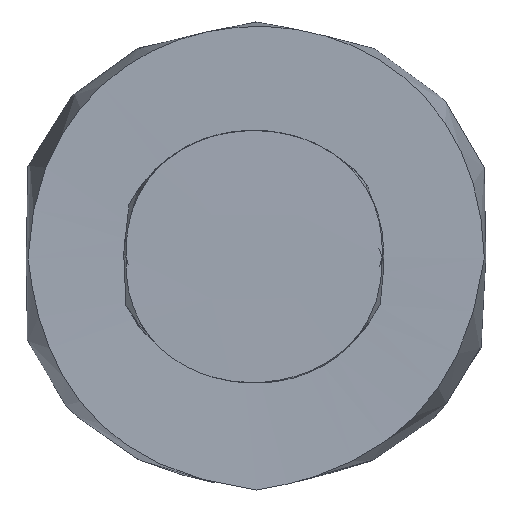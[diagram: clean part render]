
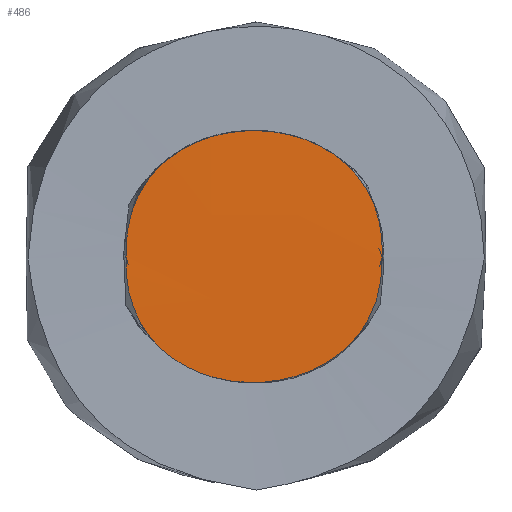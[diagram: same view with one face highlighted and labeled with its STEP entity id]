
A CAD part, front view. The second image highlights one B-rep face of the part: STEP entity #486.
In plain terms, the highlighted free-form (B-spline) face has degree [3, 3] with [4, 4] control points.
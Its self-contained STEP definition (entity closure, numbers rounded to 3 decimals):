
#304 = B_SPLINE_SURFACE_WITH_KNOTS('',3,3,(
    (#305,#306,#307,#308)
    ,(#309,#310,#311,#312)
    ,(#313,#314,#315,#316)
    ,(#317,#318,#319,#320
    )),.UNSPECIFIED.,.F.,.F.,.F.,(4,4),(4,4),(0.,1.),(0.,1.),
  .PIECEWISE_BEZIER_KNOTS.);
#305 = CARTESIAN_POINT('',(-0.17,0.61,
    0.016));
#306 = CARTESIAN_POINT('',(-0.156,0.063,
    0.015));
#307 = CARTESIAN_POINT('',(-0.173,-0.492,
    0.011));
#308 = CARTESIAN_POINT('',(-0.158,-1.048,
    0.016));
#309 = CARTESIAN_POINT('',(-0.161,0.621,
    -0.188));
#310 = CARTESIAN_POINT('',(-0.168,0.052,
    -0.203));
#311 = CARTESIAN_POINT('',(-0.153,-0.492,
    -0.18));
#312 = CARTESIAN_POINT('',(-0.157,-1.051,
    -0.193));
#313 = CARTESIAN_POINT('',(0.166,0.616,-0.194)
  );
#314 = CARTESIAN_POINT('',(0.165,0.076,
    -0.175));
#315 = CARTESIAN_POINT('',(0.16,-0.497,-0.187
    ));
#316 = CARTESIAN_POINT('',(0.166,-1.042,
    -0.191));
#317 = CARTESIAN_POINT('',(0.159,0.61,
    0.021));
#318 = CARTESIAN_POINT('',(0.166,0.051,
    0.011));
#319 = CARTESIAN_POINT('',(0.158,-0.493,
    0.021));
#320 = CARTESIAN_POINT('',(0.164,-1.05,
    0.024));
#347 = B_SPLINE_SURFACE_WITH_KNOTS('',3,3,(
    (#348,#349,#350,#351)
    ,(#352,#353,#354,#355)
    ,(#356,#357,#358,#359)
    ,(#360,#361,#362,#363
    )),.UNSPECIFIED.,.F.,.F.,.F.,(4,4),(4,4),(0.,1.),(0.,1.),
  .PIECEWISE_BEZIER_KNOTS.);
#348 = CARTESIAN_POINT('',(0.157,0.615,
    -0.014));
#349 = CARTESIAN_POINT('',(0.156,0.054,
    -0.013));
#350 = CARTESIAN_POINT('',(0.16,-0.492,
    -0.009));
#351 = CARTESIAN_POINT('',(0.151,-1.049,
    -0.021));
#352 = CARTESIAN_POINT('',(0.16,0.611,0.198)
  );
#353 = CARTESIAN_POINT('',(0.164,0.074,
    0.196));
#354 = CARTESIAN_POINT('',(0.139,-0.502,0.196
    ));
#355 = CARTESIAN_POINT('',(0.15,-1.044,0.192
    ));
#356 = CARTESIAN_POINT('',(-0.155,0.62,0.196
    ));
#357 = CARTESIAN_POINT('',(-0.166,0.053,
    0.195));
#358 = CARTESIAN_POINT('',(-0.155,-0.485,
    0.189));
#359 = CARTESIAN_POINT('',(-0.165,-1.051,
    0.191));
#360 = CARTESIAN_POINT('',(-0.153,0.612,
    -0.013));
#361 = CARTESIAN_POINT('',(-0.16,0.063,
    -0.014));
#362 = CARTESIAN_POINT('',(-0.161,-0.495,
    -0.01));
#363 = CARTESIAN_POINT('',(-0.162,-1.044,
    -0.026));
#376 = EDGE_CURVE('',#377,#379,#381,.T.);
#377 = VERTEX_POINT('',#378);
#378 = CARTESIAN_POINT('',(0.147,-1.,
    -0.001));
#379 = VERTEX_POINT('',#380);
#380 = CARTESIAN_POINT('',(-0.147,-1.,
    0.));
#381 = SURFACE_CURVE('',#382,(#387,#393),.PCURVE_S1.);
#382 = B_SPLINE_CURVE_WITH_KNOTS('',3,(#383,#384,#385,#386),
  .UNSPECIFIED.,.F.,.F.,(4,4),(0.,1.),.PIECEWISE_BEZIER_KNOTS.);
#383 = CARTESIAN_POINT('',(0.147,-1.,
    -0.001));
#384 = CARTESIAN_POINT('',(0.151,-1.,-0.193
    ));
#385 = CARTESIAN_POINT('',(-0.156,-1.001,
    -0.194));
#386 = CARTESIAN_POINT('',(-0.147,-1.,
    0.));
#387 = PCURVE('',#304,#388);
#388 = DEFINITIONAL_REPRESENTATION('',(#389),#392);
#389 = B_SPLINE_CURVE_WITH_KNOTS('',1,(#390,#391),.UNSPECIFIED.,.F.,.F.,
  (2,2),(0.,1.),.PIECEWISE_BEZIER_KNOTS.);
#390 = CARTESIAN_POINT('',(0.956,0.97));
#391 = CARTESIAN_POINT('',(0.027,0.971));
#392 = ( GEOMETRIC_REPRESENTATION_CONTEXT(2) 
PARAMETRIC_REPRESENTATION_CONTEXT() REPRESENTATION_CONTEXT('2D SPACE',''
  ) );
#393 = PCURVE('',#394,#411);
#394 = B_SPLINE_SURFACE_WITH_KNOTS('',3,3,(
    (#395,#396,#397,#398)
    ,(#399,#400,#401,#402)
    ,(#403,#404,#405,#406)
    ,(#407,#408,#409,#410
    )),.UNSPECIFIED.,.F.,.F.,.F.,(4,4),(4,4),(0.,1.),(0.,1.),
  .PIECEWISE_BEZIER_KNOTS.);
#395 = CARTESIAN_POINT('',(-0.154,-1.,
    -0.158));
#396 = CARTESIAN_POINT('',(-0.154,-1.001,
    -0.053));
#397 = CARTESIAN_POINT('',(-0.154,-1.,
    0.052));
#398 = CARTESIAN_POINT('',(-0.154,-1.,
    0.157));
#399 = CARTESIAN_POINT('',(-0.05,-1.,
    -0.157));
#400 = CARTESIAN_POINT('',(-0.049,-1.002,
    -0.051));
#401 = CARTESIAN_POINT('',(-0.048,-0.999,
    0.051));
#402 = CARTESIAN_POINT('',(-0.05,-1.001,
    0.157));
#403 = CARTESIAN_POINT('',(0.057,-1.001,
    -0.155));
#404 = CARTESIAN_POINT('',(0.057,-1.,
    -0.054));
#405 = CARTESIAN_POINT('',(0.056,-1.001,
    0.053));
#406 = CARTESIAN_POINT('',(0.057,-1.,
    0.156));
#407 = CARTESIAN_POINT('',(0.162,-1.,
    -0.157));
#408 = CARTESIAN_POINT('',(0.161,-0.999,
    -0.052));
#409 = CARTESIAN_POINT('',(0.162,-0.999,
    0.053));
#410 = CARTESIAN_POINT('',(0.161,-0.999,0.157
    ));
#411 = DEFINITIONAL_REPRESENTATION('',(#412),#438);
#412 = B_SPLINE_CURVE_WITH_KNOTS('',3,(#413,#414,#415,#416,#417,#418,
    #419,#420,#421,#422,#423,#424,#425,#426,#427,#428,#429,#430,#431,
    #432,#433,#434,#435,#436,#437),.UNSPECIFIED.,.F.,.F.,(4,1,1,1,1,1,1,
    1,1,1,1,1,1,1,1,1,1,1,1,1,1,1,4),(0.,0.045,
    0.091,0.136,0.182,0.227,
    0.273,0.318,0.364,0.409,
    0.455,0.5,0.545,0.591,0.636,
    0.682,0.727,0.773,0.818,
    0.864,0.909,0.955,1.),
  .QUASI_UNIFORM_KNOTS.);
#413 = CARTESIAN_POINT('',(0.955,0.496));
#414 = CARTESIAN_POINT('',(0.956,0.468));
#415 = CARTESIAN_POINT('',(0.953,0.415));
#416 = CARTESIAN_POINT('',(0.937,0.343));
#417 = CARTESIAN_POINT('',(0.912,0.279));
#418 = CARTESIAN_POINT('',(0.877,0.222));
#419 = CARTESIAN_POINT('',(0.835,0.173));
#420 = CARTESIAN_POINT('',(0.786,0.131));
#421 = CARTESIAN_POINT('',(0.732,0.096));
#422 = CARTESIAN_POINT('',(0.674,0.07));
#423 = CARTESIAN_POINT('',(0.612,0.05));
#424 = CARTESIAN_POINT('',(0.548,0.039));
#425 = CARTESIAN_POINT('',(0.483,0.036));
#426 = CARTESIAN_POINT('',(0.419,0.04));
#427 = CARTESIAN_POINT('',(0.355,0.051));
#428 = CARTESIAN_POINT('',(0.293,0.071));
#429 = CARTESIAN_POINT('',(0.235,0.098));
#430 = CARTESIAN_POINT('',(0.182,0.132));
#431 = CARTESIAN_POINT('',(0.134,0.175));
#432 = CARTESIAN_POINT('',(0.093,0.225));
#433 = CARTESIAN_POINT('',(0.06,0.282));
#434 = CARTESIAN_POINT('',(0.035,0.347));
#435 = CARTESIAN_POINT('',(0.021,0.42));
#436 = CARTESIAN_POINT('',(0.02,0.473));
#437 = CARTESIAN_POINT('',(0.021,0.501));
#438 = ( GEOMETRIC_REPRESENTATION_CONTEXT(2) 
PARAMETRIC_REPRESENTATION_CONTEXT() REPRESENTATION_CONTEXT('2D SPACE',''
  ) );
#486 = ADVANCED_FACE('',(#487),#394,.T.);
#487 = FACE_BOUND('',#488,.F.);
#488 = EDGE_LOOP('',(#489,#490));
#489 = ORIENTED_EDGE('',*,*,#376,.T.);
#490 = ORIENTED_EDGE('',*,*,#491,.T.);
#491 = EDGE_CURVE('',#379,#377,#492,.T.);
#492 = SURFACE_CURVE('',#493,(#498,#507),.PCURVE_S1.);
#493 = B_SPLINE_CURVE_WITH_KNOTS('',3,(#494,#495,#496,#497),
  .UNSPECIFIED.,.F.,.F.,(4,4),(0.,1.),.PIECEWISE_BEZIER_KNOTS.);
#494 = CARTESIAN_POINT('',(-0.147,-1.,
    0.));
#495 = CARTESIAN_POINT('',(-0.154,-1.,
    0.194));
#496 = CARTESIAN_POINT('',(0.155,-0.999,0.192
    ));
#497 = CARTESIAN_POINT('',(0.147,-1.,
    -0.001));
#498 = PCURVE('',#394,#499);
#499 = DEFINITIONAL_REPRESENTATION('',(#500),#506);
#500 = B_SPLINE_CURVE_WITH_KNOTS('',4,(#501,#502,#503,#504,#505),
  .UNSPECIFIED.,.F.,.F.,(5,5),(0.,1.),.PIECEWISE_BEZIER_KNOTS.);
#501 = CARTESIAN_POINT('',(0.021,0.501));
#502 = CARTESIAN_POINT('',(0.005,0.963));
#503 = CARTESIAN_POINT('',(0.492,1.118));
#504 = CARTESIAN_POINT('',(0.973,0.957));
#505 = CARTESIAN_POINT('',(0.955,0.496));
#506 = ( GEOMETRIC_REPRESENTATION_CONTEXT(2) 
PARAMETRIC_REPRESENTATION_CONTEXT() REPRESENTATION_CONTEXT('2D SPACE',''
  ) );
#507 = PCURVE('',#347,#508);
#508 = DEFINITIONAL_REPRESENTATION('',(#509),#515);
#509 = B_SPLINE_CURVE_WITH_KNOTS('',4,(#510,#511,#512,#513,#514),
  .UNSPECIFIED.,.F.,.F.,(5,5),(0.,1.),.PIECEWISE_BEZIER_KNOTS.);
#510 = CARTESIAN_POINT('',(0.958,0.973));
#511 = CARTESIAN_POINT('',(0.715,0.972));
#512 = CARTESIAN_POINT('',(0.463,0.972));
#513 = CARTESIAN_POINT('',(0.273,0.971));
#514 = CARTESIAN_POINT('',(0.032,0.971));
#515 = ( GEOMETRIC_REPRESENTATION_CONTEXT(2) 
PARAMETRIC_REPRESENTATION_CONTEXT() REPRESENTATION_CONTEXT('2D SPACE',''
  ) );
